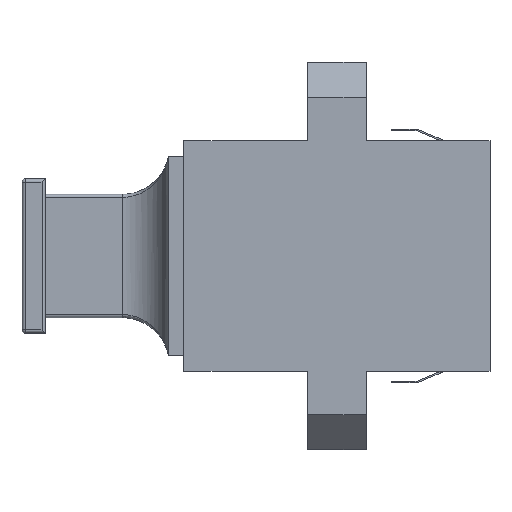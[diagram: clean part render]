
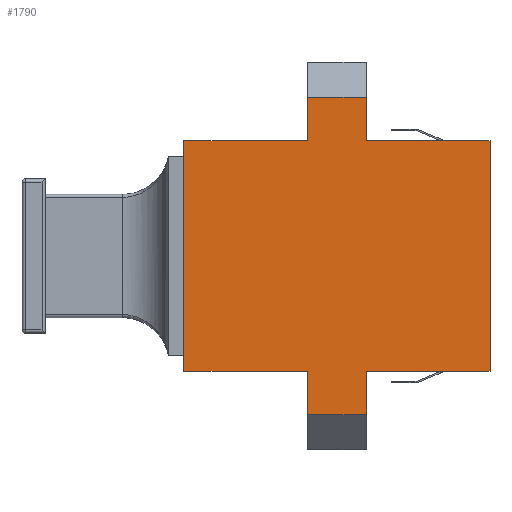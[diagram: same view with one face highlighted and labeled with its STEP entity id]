
A CAD part, front view. The second image highlights one B-rep face of the part: STEP entity #1790.
In plain terms, the highlighted planar face has unit normal (0, -1, 0).
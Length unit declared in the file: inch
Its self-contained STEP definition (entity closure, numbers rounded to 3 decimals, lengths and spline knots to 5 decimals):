
#79 = CARTESIAN_POINT ( 'NONE',  ( 0.391, -0.193, -0.294 ) ) ;
#269 = ORIENTED_EDGE ( 'NONE', *, *, #1781, .F. ) ;
#388 = VECTOR ( 'NONE', #4604, 39.37008 ) ;
#401 = CARTESIAN_POINT ( 'NONE',  ( 0.075, -0.193, 0.495 ) ) ;
#479 = EDGE_CURVE ( 'NONE', #2730, #5202, #888, .T. ) ;
#486 = CARTESIAN_POINT ( 'NONE',  ( -0.075, -0.193, 0.495 ) ) ;
#633 = EDGE_CURVE ( 'NONE', #6225, #7195, #2871, .T. ) ;
#679 = EDGE_CURVE ( 'NONE', #4029, #7021, #1393, .T. ) ;
#737 = EDGE_CURVE ( 'NONE', #2730, #3434, #4687, .T. ) ;
#783 = CARTESIAN_POINT ( 'NONE',  ( 0.075, -0.193, -0.294 ) ) ;
#818 = DIRECTION ( 'NONE',  ( -1., 0., 0. ) ) ;
#888 = LINE ( 'NONE', #8099, #7751 ) ;
#945 = VERTEX_POINT ( 'NONE', #2931 ) ;
#958 = DIRECTION ( 'NONE',  ( 0., 0., -1. ) ) ;
#1000 = CARTESIAN_POINT ( 'NONE',  ( -0.075, -0.193, 0.405 ) ) ;
#1146 = LINE ( 'NONE', #3532, #3924 ) ;
#1203 = CARTESIAN_POINT ( 'NONE',  ( 0.075, -0.193, 0.405 ) ) ;
#1393 = LINE ( 'NONE', #2677, #8167 ) ;
#1430 = ORIENTED_EDGE ( 'NONE', *, *, #7460, .T. ) ;
#1551 = LINE ( 'NONE', #79, #2334 ) ;
#1659 = ORIENTED_EDGE ( 'NONE', *, *, #5653, .F. ) ;
#1696 = DIRECTION ( 'NONE',  ( -1., 0., 0. ) ) ;
#1740 = CARTESIAN_POINT ( 'NONE',  ( 0.075, -0.193, 0.405 ) ) ;
#1781 = EDGE_CURVE ( 'NONE', #945, #7021, #1146, .T. ) ;
#1790 = ADVANCED_FACE ( 'NONE', ( #8109 ), #8128, .F. ) ;
#1949 = CARTESIAN_POINT ( 'NONE',  ( -0.075, -0.193, 0.294 ) ) ;
#2031 = EDGE_CURVE ( 'NONE', #945, #4864, #4519, .T. ) ;
#2228 = LINE ( 'NONE', #7339, #7213 ) ;
#2302 = DIRECTION ( 'NONE',  ( 0., 0., 1. ) ) ;
#2334 = VECTOR ( 'NONE', #7826, 39.37008 ) ;
#2383 = ORIENTED_EDGE ( 'NONE', *, *, #6447, .T. ) ;
#2422 = ORIENTED_EDGE ( 'NONE', *, *, #679, .T. ) ;
#2490 = EDGE_CURVE ( 'NONE', #5202, #6225, #1551, .T. ) ;
#2677 = CARTESIAN_POINT ( 'NONE',  ( -0.391, -0.193, 0.294 ) ) ;
#2730 = VERTEX_POINT ( 'NONE', #4078 ) ;
#2871 = LINE ( 'NONE', #5338, #388 ) ;
#2906 = CARTESIAN_POINT ( 'NONE',  ( -0.075, -0.193, 0.495 ) ) ;
#2931 = CARTESIAN_POINT ( 'NONE',  ( -0.075, -0.193, -0.294 ) ) ;
#2947 = DIRECTION ( 'NONE',  ( 0., 1., 0. ) ) ;
#3030 = VECTOR ( 'NONE', #818, 39.37008 ) ;
#3211 = VERTEX_POINT ( 'NONE', #1000 ) ;
#3356 = DIRECTION ( 'NONE',  ( 0., 0., -1. ) ) ;
#3397 = EDGE_CURVE ( 'NONE', #4864, #7195, #4672, .T. ) ;
#3434 = VERTEX_POINT ( 'NONE', #7630 ) ;
#3439 = VERTEX_POINT ( 'NONE', #1740 ) ;
#3530 = ORIENTED_EDGE ( 'NONE', *, *, #7109, .T. ) ;
#3532 = CARTESIAN_POINT ( 'NONE',  ( 0.391, -0.193, -0.294 ) ) ;
#3765 = VERTEX_POINT ( 'NONE', #1949 ) ;
#3874 = AXIS2_PLACEMENT_3D ( 'NONE', #401, #2947, #2302 ) ;
#3914 = CARTESIAN_POINT ( 'NONE',  ( 0.391, -0.193, 0.294 ) ) ;
#3924 = VECTOR ( 'NONE', #1696, 39.37008 ) ;
#4029 = VERTEX_POINT ( 'NONE', #7506 ) ;
#4078 = CARTESIAN_POINT ( 'NONE',  ( 0.391, -0.193, 0.294 ) ) ;
#4122 = CARTESIAN_POINT ( 'NONE',  ( 0.075, -0.193, -0.405 ) ) ;
#4191 = DIRECTION ( 'NONE',  ( 0., 0., -1. ) ) ;
#4309 = LINE ( 'NONE', #1203, #7156 ) ;
#4519 = LINE ( 'NONE', #2906, #7689 ) ;
#4604 = DIRECTION ( 'NONE',  ( 0., 0., -1. ) ) ;
#4630 = DIRECTION ( 'NONE',  ( -1., 0., 0. ) ) ;
#4672 = LINE ( 'NONE', #4122, #6210 ) ;
#4687 = LINE ( 'NONE', #7867, #7025 ) ;
#4769 = EDGE_LOOP ( 'NONE', ( #7510, #8094, #6704, #5595, #4982, #7220, #1659, #2383, #1430, #3530, #2422, #269 ) ) ;
#4793 = LINE ( 'NONE', #486, #8361 ) ;
#4864 = VERTEX_POINT ( 'NONE', #7181 ) ;
#4982 = ORIENTED_EDGE ( 'NONE', *, *, #479, .F. ) ;
#5067 = CARTESIAN_POINT ( 'NONE',  ( -0.391, -0.193, -0.294 ) ) ;
#5202 = VERTEX_POINT ( 'NONE', #7498 ) ;
#5338 = CARTESIAN_POINT ( 'NONE',  ( 0.075, -0.193, 0.495 ) ) ;
#5535 = DIRECTION ( 'NONE',  ( 0., 0., -1. ) ) ;
#5595 = ORIENTED_EDGE ( 'NONE', *, *, #2490, .F. ) ;
#5653 = EDGE_CURVE ( 'NONE', #3439, #3434, #2228, .T. ) ;
#5994 = CARTESIAN_POINT ( 'NONE',  ( 0.075, -0.193, -0.405 ) ) ;
#6210 = VECTOR ( 'NONE', #6780, 39.37008 ) ;
#6225 = VERTEX_POINT ( 'NONE', #783 ) ;
#6303 = DIRECTION ( 'NONE',  ( -1., 0., 0. ) ) ;
#6447 = EDGE_CURVE ( 'NONE', #3439, #3211, #4309, .T. ) ;
#6704 = ORIENTED_EDGE ( 'NONE', *, *, #633, .F. ) ;
#6780 = DIRECTION ( 'NONE',  ( 1., 0., 0. ) ) ;
#7021 = VERTEX_POINT ( 'NONE', #5067 ) ;
#7025 = VECTOR ( 'NONE', #4630, 39.37008 ) ;
#7109 = EDGE_CURVE ( 'NONE', #3765, #4029, #7806, .T. ) ;
#7156 = VECTOR ( 'NONE', #6303, 39.37008 ) ;
#7181 = CARTESIAN_POINT ( 'NONE',  ( -0.075, -0.193, -0.405 ) ) ;
#7195 = VERTEX_POINT ( 'NONE', #5994 ) ;
#7213 = VECTOR ( 'NONE', #958, 39.37008 ) ;
#7220 = ORIENTED_EDGE ( 'NONE', *, *, #737, .T. ) ;
#7339 = CARTESIAN_POINT ( 'NONE',  ( 0.075, -0.193, 0.495 ) ) ;
#7460 = EDGE_CURVE ( 'NONE', #3211, #3765, #4793, .T. ) ;
#7498 = CARTESIAN_POINT ( 'NONE',  ( 0.391, -0.193, -0.294 ) ) ;
#7506 = CARTESIAN_POINT ( 'NONE',  ( -0.391, -0.193, 0.294 ) ) ;
#7510 = ORIENTED_EDGE ( 'NONE', *, *, #2031, .T. ) ;
#7630 = CARTESIAN_POINT ( 'NONE',  ( 0.075, -0.193, 0.294 ) ) ;
#7638 = DIRECTION ( 'NONE',  ( 0., 0., -1. ) ) ;
#7689 = VECTOR ( 'NONE', #5535, 39.37008 ) ;
#7751 = VECTOR ( 'NONE', #4191, 39.37008 ) ;
#7806 = LINE ( 'NONE', #3914, #3030 ) ;
#7826 = DIRECTION ( 'NONE',  ( -1., 0., 0. ) ) ;
#7867 = CARTESIAN_POINT ( 'NONE',  ( 0.391, -0.193, 0.294 ) ) ;
#8094 = ORIENTED_EDGE ( 'NONE', *, *, #3397, .T. ) ;
#8099 = CARTESIAN_POINT ( 'NONE',  ( 0.391, -0.193, 0.294 ) ) ;
#8109 = FACE_OUTER_BOUND ( 'NONE', #4769, .T. ) ;
#8128 = PLANE ( 'NONE',  #3874 ) ;
#8167 = VECTOR ( 'NONE', #3356, 39.37008 ) ;
#8361 = VECTOR ( 'NONE', #7638, 39.37008 ) ;
